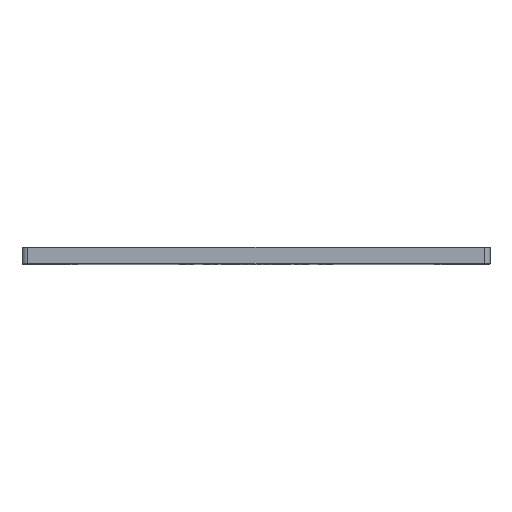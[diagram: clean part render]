
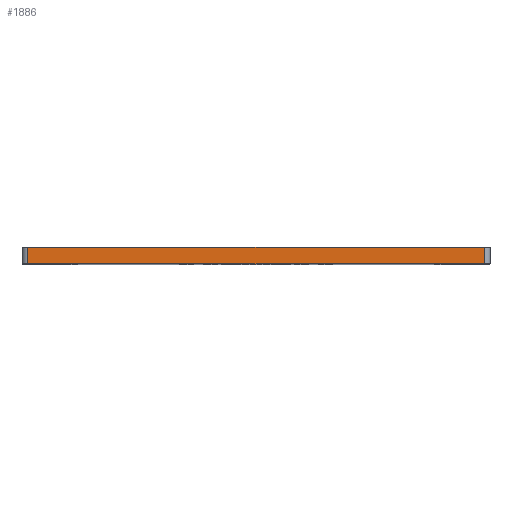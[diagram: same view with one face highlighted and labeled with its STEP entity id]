
A CAD part, top view. The second image highlights one B-rep face of the part: STEP entity #1886.
In plain terms, the highlighted planar face has unit normal (0, 0, 1).
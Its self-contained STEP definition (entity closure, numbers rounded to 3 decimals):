
#132 = ORIENTED_EDGE ( 'NONE', *, *, #1601, .F. ) ;
#202 = DIRECTION ( 'NONE',  ( 1., 0., 0. ) ) ;
#277 = VECTOR ( 'NONE', #1766, 1000. ) ;
#296 = EDGE_CURVE ( 'NONE', #1860, #1687, #498, .T. ) ;
#306 = ORIENTED_EDGE ( 'NONE', *, *, #296, .T. ) ;
#343 = EDGE_CURVE ( 'NONE', #1347, #991, #1914, .T. ) ;
#346 = DIRECTION ( 'NONE',  ( 1., 0., 0. ) ) ;
#498 = LINE ( 'NONE', #1071, #688 ) ;
#688 = VECTOR ( 'NONE', #1578, 1000. ) ;
#811 = FACE_OUTER_BOUND ( 'NONE', #2212, .T. ) ;
#900 = LINE ( 'NONE', #1590, #1255 ) ;
#921 = EDGE_CURVE ( 'NONE', #1687, #1347, #900, .T. ) ;
#989 = AXIS2_PLACEMENT_3D ( 'NONE', #1708, #1006, #2237 ) ;
#991 = VERTEX_POINT ( 'NONE', #1406 ) ;
#1006 = DIRECTION ( 'NONE',  ( 0., 0., -1. ) ) ;
#1071 = CARTESIAN_POINT ( 'NONE',  ( -83., 6., 85. ) ) ;
#1080 = CARTESIAN_POINT ( 'NONE',  ( -85., 6., 85. ) ) ;
#1225 = LINE ( 'NONE', #1080, #1320 ) ;
#1255 = VECTOR ( 'NONE', #346, 1000. ) ;
#1320 = VECTOR ( 'NONE', #202, 1000. ) ;
#1347 = VERTEX_POINT ( 'NONE', #1849 ) ;
#1406 = CARTESIAN_POINT ( 'NONE',  ( 83., 6., 85. ) ) ;
#1578 = DIRECTION ( 'NONE',  ( 0., -1., 0. ) ) ;
#1590 = CARTESIAN_POINT ( 'NONE',  ( 85., 0., 85. ) ) ;
#1601 = EDGE_CURVE ( 'NONE', #1860, #991, #1225, .T. ) ;
#1687 = VERTEX_POINT ( 'NONE', #2232 ) ;
#1708 = CARTESIAN_POINT ( 'NONE',  ( 85., 6., 85. ) ) ;
#1717 = PLANE ( 'NONE',  #989 ) ;
#1766 = DIRECTION ( 'NONE',  ( 0., 1., 0. ) ) ;
#1849 = CARTESIAN_POINT ( 'NONE',  ( 83., 0., 85. ) ) ;
#1860 = VERTEX_POINT ( 'NONE', #2071 ) ;
#1886 = ADVANCED_FACE ( 'NONE', ( #811 ), #1717, .F. ) ;
#1914 = LINE ( 'NONE', #1948, #277 ) ;
#1948 = CARTESIAN_POINT ( 'NONE',  ( 83., 6., 85. ) ) ;
#2071 = CARTESIAN_POINT ( 'NONE',  ( -83., 6., 85. ) ) ;
#2091 = ORIENTED_EDGE ( 'NONE', *, *, #921, .T. ) ;
#2212 = EDGE_LOOP ( 'NONE', ( #132, #306, #2091, #2254 ) ) ;
#2232 = CARTESIAN_POINT ( 'NONE',  ( -83., 0., 85. ) ) ;
#2237 = DIRECTION ( 'NONE',  ( -1., 0., 0. ) ) ;
#2254 = ORIENTED_EDGE ( 'NONE', *, *, #343, .T. ) ;
